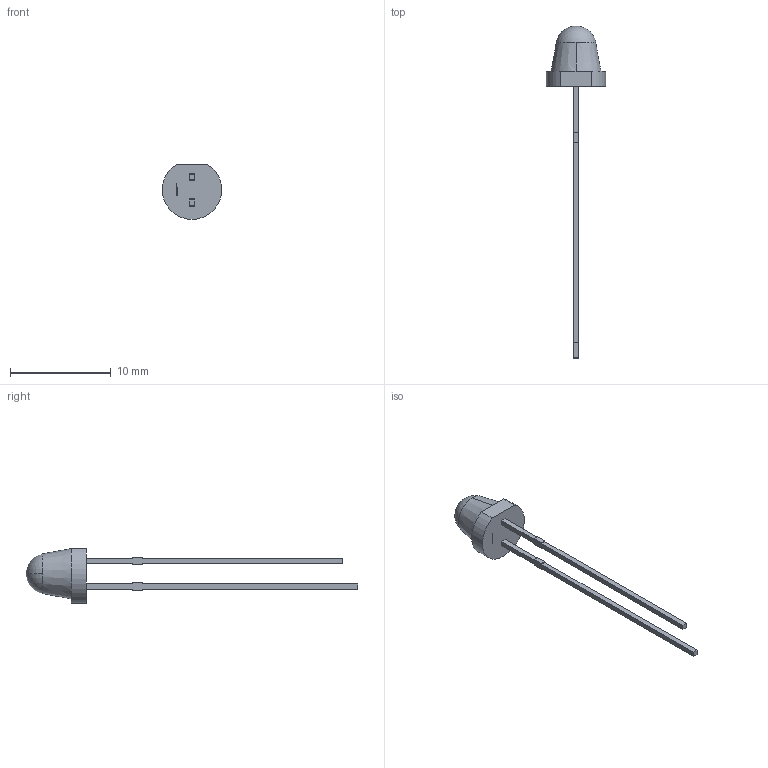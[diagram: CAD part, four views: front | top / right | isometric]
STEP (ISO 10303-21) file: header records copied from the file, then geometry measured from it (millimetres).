
FILE_DESCRIPTION (( 'STEP AP214' ), '1' );
FILE_NAME ('XLxx56.STEP', '2015-08-26T23:00:49', ( '' ), ( '' ), 'SwSTEP 2.0', 'SolidWorks 2012', '' );
FILE_SCHEMA (( 'AUTOMOTIVE_DESIGN' ));
Length unit declared in the file: millimetre
Products named in the file (1): XLxx56
Bounding box: 5.9 x 33 x 5.45 mm (x, y, z)
Volume: 110.2 mm3; surface area: 228.4 mm2
Topology: 1 solids, 1 shells, 202 faces, 545 edges, 363 vertices
Faces by surface type: plane 139, bspline 57, cylinder 2, cone 2, sphere 2
Entity records: 11086 total; most frequent: CARTESIAN_POINT 4248, ORIENTED_EDGE 1090, DIRECTION 735, EDGE_CURVE 545, VECTOR 419, LINE 419, VERTEX_POINT 363, EDGE_LOOP 220
